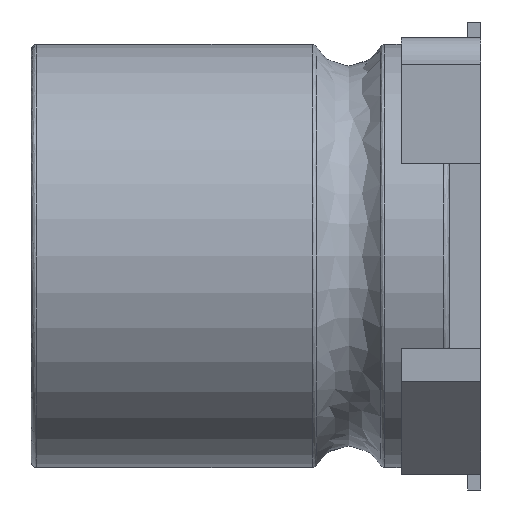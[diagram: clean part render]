
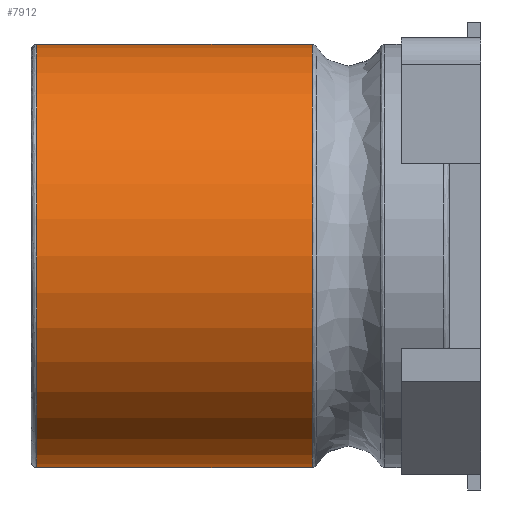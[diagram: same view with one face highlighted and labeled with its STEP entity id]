
A CAD part, left-side view. The second image highlights one B-rep face of the part: STEP entity #7912.
In plain terms, the highlighted cylindrical face has radius 8 mm (diameter 16 mm), a partial arc.
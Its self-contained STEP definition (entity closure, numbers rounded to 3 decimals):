
#82 = CARTESIAN_POINT ( 'NONE',  ( 0., 17., -8. ) ) ;
#165 = CARTESIAN_POINT ( 'NONE',  ( 0., 6.372, -8. ) ) ;
#773 = VERTEX_POINT ( 'NONE', #5347 ) ;
#906 = CARTESIAN_POINT ( 'NONE',  ( 0., 16.8, 0. ) ) ;
#1330 = CARTESIAN_POINT ( 'NONE',  ( 0., 6.372, 0. ) ) ;
#1571 = DIRECTION ( 'NONE',  ( 0., 0., -1. ) ) ;
#1658 = CIRCLE ( 'NONE', #7230, 8. ) ;
#1766 = EDGE_CURVE ( 'NONE', #2259, #4254, #1952, .T. ) ;
#1952 = LINE ( 'NONE', #6504, #7125 ) ;
#1994 = DIRECTION ( 'NONE',  ( 0., 0., -1. ) ) ;
#2259 = VERTEX_POINT ( 'NONE', #5769 ) ;
#2475 = DIRECTION ( 'NONE',  ( 0., -1., 0. ) ) ;
#2643 = EDGE_CURVE ( 'NONE', #2259, #773, #3703, .T. ) ;
#2751 = ORIENTED_EDGE ( 'NONE', *, *, #7984, .T. ) ;
#3703 = CIRCLE ( 'NONE', #7044, 8. ) ;
#3809 = CARTESIAN_POINT ( 'NONE',  ( 0., 17., 0. ) ) ;
#4254 = VERTEX_POINT ( 'NONE', #5666 ) ;
#4509 = DIRECTION ( 'NONE',  ( 0., -1., 0. ) ) ;
#4577 = ORIENTED_EDGE ( 'NONE', *, *, #5511, .T. ) ;
#5199 = ORIENTED_EDGE ( 'NONE', *, *, #2643, .T. ) ;
#5347 = CARTESIAN_POINT ( 'NONE',  ( 0., 16.8, -8. ) ) ;
#5511 = EDGE_CURVE ( 'NONE', #773, #8666, #7551, .T. ) ;
#5567 = CYLINDRICAL_SURFACE ( 'NONE', #8291, 8. ) ;
#5621 = DIRECTION ( 'NONE',  ( 0., -1., 0. ) ) ;
#5666 = CARTESIAN_POINT ( 'NONE',  ( 0., 6.372, 8. ) ) ;
#5729 = EDGE_LOOP ( 'NONE', ( #7290, #5199, #4577, #2751 ) ) ;
#5769 = CARTESIAN_POINT ( 'NONE',  ( 0., 16.8, 8. ) ) ;
#5778 = VECTOR ( 'NONE', #6158, 1000. ) ;
#6043 = DIRECTION ( 'NONE',  ( 0., 1., 0. ) ) ;
#6158 = DIRECTION ( 'NONE',  ( 0., -1., 0. ) ) ;
#6504 = CARTESIAN_POINT ( 'NONE',  ( 0., 17., 8. ) ) ;
#7044 = AXIS2_PLACEMENT_3D ( 'NONE', #906, #5621, #1571 ) ;
#7125 = VECTOR ( 'NONE', #2475, 1000. ) ;
#7230 = AXIS2_PLACEMENT_3D ( 'NONE', #1330, #6043, #1994 ) ;
#7290 = ORIENTED_EDGE ( 'NONE', *, *, #1766, .F. ) ;
#7551 = LINE ( 'NONE', #82, #5778 ) ;
#7876 = DIRECTION ( 'NONE',  ( 0., 0., -1. ) ) ;
#7912 = ADVANCED_FACE ( 'NONE', ( #7976 ), #5567, .T. ) ;
#7976 = FACE_OUTER_BOUND ( 'NONE', #5729, .T. ) ;
#7984 = EDGE_CURVE ( 'NONE', #8666, #4254, #1658, .T. ) ;
#8291 = AXIS2_PLACEMENT_3D ( 'NONE', #3809, #4509, #7876 ) ;
#8666 = VERTEX_POINT ( 'NONE', #165 ) ;
